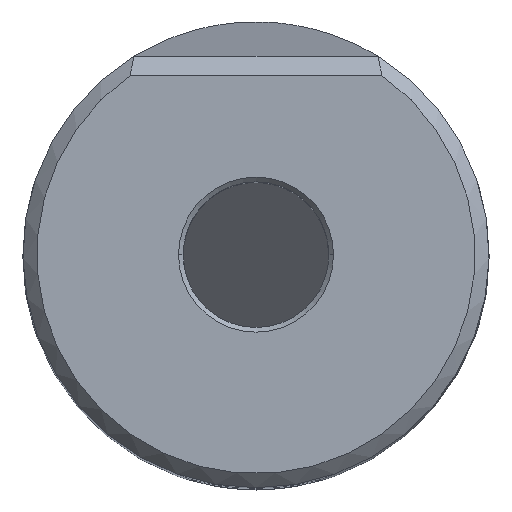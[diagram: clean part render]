
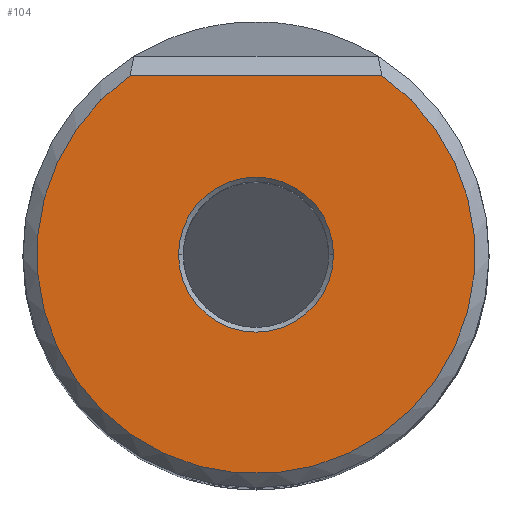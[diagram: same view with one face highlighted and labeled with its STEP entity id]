
A CAD part, top view. The second image highlights one B-rep face of the part: STEP entity #104.
In plain terms, the highlighted planar face has unit normal (0, 0, 1).
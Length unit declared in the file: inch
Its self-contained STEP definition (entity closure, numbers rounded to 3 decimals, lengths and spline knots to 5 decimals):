
#43 = AXIS2_PLACEMENT_3D ( 'NONE', #617, #58, #306 ) ;
#58 = DIRECTION ( 'NONE',  ( 0., 0., 1. ) ) ;
#65 = ORIENTED_EDGE ( 'NONE', *, *, #592, .T. ) ;
#82 = CARTESIAN_POINT ( 'NONE',  ( 0.26999, 0.38472, 0. ) ) ;
#104 = ADVANCED_FACE ( 'NONE', ( #435, #556 ), #375, .T. ) ;
#120 = DIRECTION ( 'NONE',  ( 0., 0., 1. ) ) ;
#129 = EDGE_LOOP ( 'NONE', ( #491, #65 ) ) ;
#147 = DIRECTION ( 'NONE',  ( -1., 0., 0. ) ) ;
#159 = VERTEX_POINT ( 'NONE', #218 ) ;
#185 = EDGE_CURVE ( 'NONE', #390, #662, #469, .T. ) ;
#218 = CARTESIAN_POINT ( 'NONE',  ( -0.16625, 0., 0. ) ) ;
#221 = DIRECTION ( 'NONE',  ( 0., 0., -1. ) ) ;
#264 = AXIS2_PLACEMENT_3D ( 'NONE', #330, #537, #633 ) ;
#272 = EDGE_CURVE ( 'NONE', #477, #159, #444, .T. ) ;
#306 = DIRECTION ( 'NONE',  ( 0., -1., 0. ) ) ;
#330 = CARTESIAN_POINT ( 'NONE',  ( 0., 0., 0. ) ) ;
#375 = PLANE ( 'NONE',  #462 ) ;
#390 = VERTEX_POINT ( 'NONE', #82 ) ;
#435 = FACE_BOUND ( 'NONE', #129, .T. ) ;
#444 = CIRCLE ( 'NONE', #264, 0.16625 ) ;
#462 = AXIS2_PLACEMENT_3D ( 'NONE', #678, #120, #616 ) ;
#465 = DIRECTION ( 'NONE',  ( 0., -1., 0. ) ) ;
#469 = LINE ( 'NONE', #653, #770 ) ;
#477 = VERTEX_POINT ( 'NONE', #766 ) ;
#478 = CARTESIAN_POINT ( 'NONE',  ( 0., 0., 0. ) ) ;
#491 = ORIENTED_EDGE ( 'NONE', *, *, #272, .T. ) ;
#496 = EDGE_LOOP ( 'NONE', ( #621, #558 ) ) ;
#537 = DIRECTION ( 'NONE',  ( 0., 0., -1. ) ) ;
#556 = FACE_OUTER_BOUND ( 'NONE', #496, .T. ) ;
#558 = ORIENTED_EDGE ( 'NONE', *, *, #185, .T. ) ;
#592 = EDGE_CURVE ( 'NONE', #159, #477, #666, .T. ) ;
#616 = DIRECTION ( 'NONE',  ( 0., -1., 0. ) ) ;
#617 = CARTESIAN_POINT ( 'NONE',  ( 0., 0., 0. ) ) ;
#621 = ORIENTED_EDGE ( 'NONE', *, *, #726, .T. ) ;
#633 = DIRECTION ( 'NONE',  ( 0., -1., 0. ) ) ;
#653 = CARTESIAN_POINT ( 'NONE',  ( 0., 0.38472, 0. ) ) ;
#662 = VERTEX_POINT ( 'NONE', #786 ) ;
#666 = CIRCLE ( 'NONE', #744, 0.16625 ) ;
#678 = CARTESIAN_POINT ( 'NONE',  ( 0., 0., 0. ) ) ;
#679 = CIRCLE ( 'NONE', #43, 0.47 ) ;
#726 = EDGE_CURVE ( 'NONE', #662, #390, #679, .T. ) ;
#744 = AXIS2_PLACEMENT_3D ( 'NONE', #478, #221, #465 ) ;
#766 = CARTESIAN_POINT ( 'NONE',  ( 0.16625, 0., 0. ) ) ;
#770 = VECTOR ( 'NONE', #147, 39.37008 ) ;
#786 = CARTESIAN_POINT ( 'NONE',  ( -0.26999, 0.38472, 0. ) ) ;
